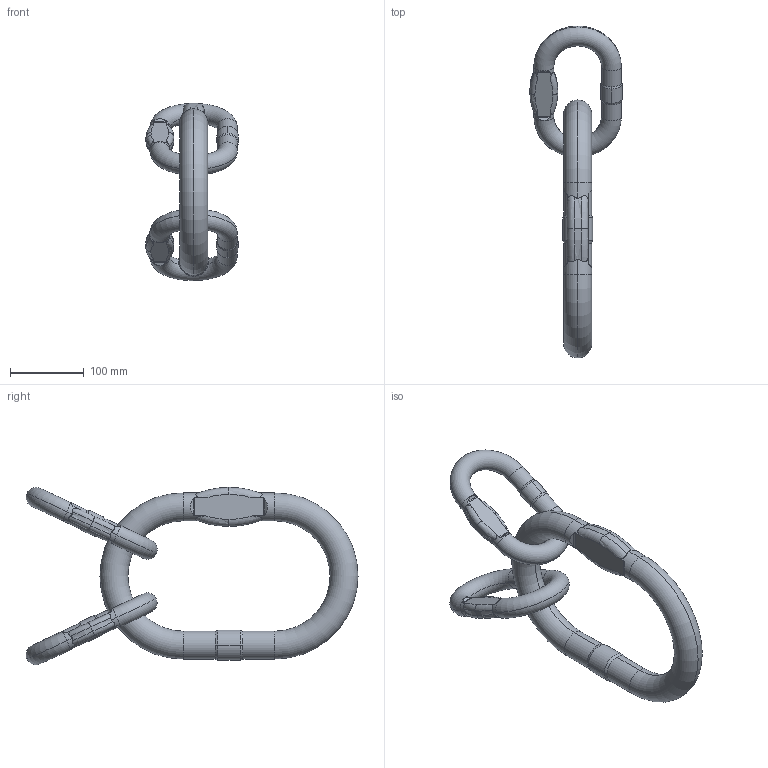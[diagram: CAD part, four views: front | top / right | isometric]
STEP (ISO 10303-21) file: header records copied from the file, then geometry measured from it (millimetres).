
FILE_DESCRIPTION(('STEP AP203'),'1');
FILE_NAME('vmwp_-_13.stp','2018-11-19T13:47:43',('TraceParts'),('TraceParts S.A.'),'Spatial InterOp 3D',' ',' ');
FILE_SCHEMA(('CONFIG_CONTROL_DESIGN'));
Length unit declared in the file: millimetre
Products named in the file (1): 1
Bounding box: 125.65 x 451.65 x 241.16 mm (x, y, z)
Volume: 1486180.7 mm3; surface area: 179122.8 mm2
Topology: 3 solids, 3 shells, 306 faces, 820 edges, 532 vertices
Faces by surface type: plane 120, extrusion 79, cylinder 59, torus 36, cone 12
Entity records: 10742 total; most frequent: CARTESIAN_POINT 3503, ORIENTED_EDGE 1640, DIRECTION 1210, EDGE_CURVE 820, VERTEX_POINT 532, VECTOR 434, AXIS2_PLACEMENT_3D 388, B_SPLINE_CURVE_WITH_KNOTS 386
